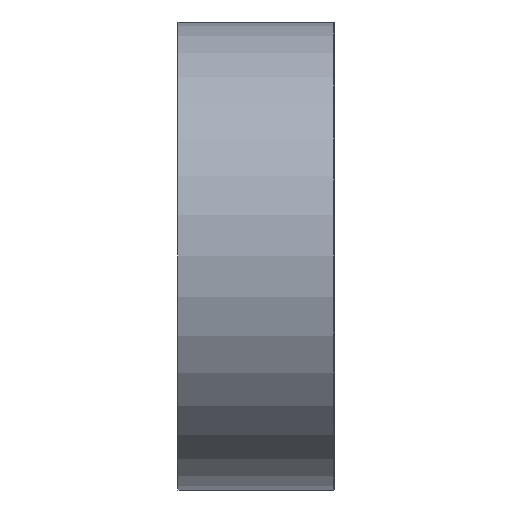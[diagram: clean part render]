
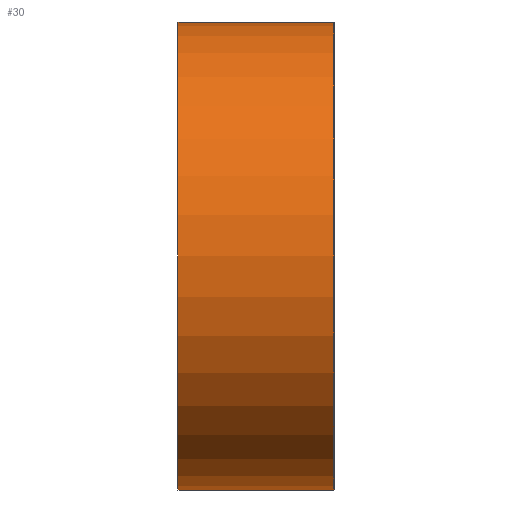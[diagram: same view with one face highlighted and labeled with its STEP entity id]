
A CAD part, left-side view. The second image highlights one B-rep face of the part: STEP entity #30.
In plain terms, the highlighted cylindrical face has radius 3 mm (diameter 6 mm), a partial arc.
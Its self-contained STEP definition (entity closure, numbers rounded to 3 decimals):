
#6 = EDGE_CURVE ( 'NONE', #184, #117, #356, .T. ) ;
#15 = DIRECTION ( 'NONE',  ( 0., -1., 0. ) ) ;
#19 = DIRECTION ( 'NONE',  ( 0., 0., 1. ) ) ;
#30 = ADVANCED_FACE ( 'NONE', ( #44 ), #284, .T. ) ;
#36 = AXIS2_PLACEMENT_3D ( 'NONE', #364, #150, #19 ) ;
#44 = FACE_OUTER_BOUND ( 'NONE', #147, .T. ) ;
#55 = CIRCLE ( 'NONE', #160, 3. ) ;
#58 = LINE ( 'NONE', #177, #385 ) ;
#80 = ORIENTED_EDGE ( 'NONE', *, *, #200, .F. ) ;
#96 = CARTESIAN_POINT ( 'NONE',  ( 0., 0., 3. ) ) ;
#117 = VERTEX_POINT ( 'NONE', #96 ) ;
#121 = ORIENTED_EDGE ( 'NONE', *, *, #195, .F. ) ;
#126 = CARTESIAN_POINT ( 'NONE',  ( 0., 2., -3. ) ) ;
#130 = CARTESIAN_POINT ( 'NONE',  ( 0., 2., 0. ) ) ;
#143 = VERTEX_POINT ( 'NONE', #314 ) ;
#147 = EDGE_LOOP ( 'NONE', ( #169, #121, #80, #230 ) ) ;
#150 = DIRECTION ( 'NONE',  ( 0., 1., 0. ) ) ;
#160 = AXIS2_PLACEMENT_3D ( 'NONE', #324, #182, #210 ) ;
#163 = DIRECTION ( 'NONE',  ( 0., 0., -1. ) ) ;
#167 = LINE ( 'NONE', #292, #332 ) ;
#169 = ORIENTED_EDGE ( 'NONE', *, *, #6, .T. ) ;
#177 = CARTESIAN_POINT ( 'NONE',  ( 0., 2., -3. ) ) ;
#182 = DIRECTION ( 'NONE',  ( 0., 1., 0. ) ) ;
#184 = VERTEX_POINT ( 'NONE', #382 ) ;
#195 = EDGE_CURVE ( 'NONE', #143, #117, #167, .T. ) ;
#200 = EDGE_CURVE ( 'NONE', #370, #143, #55, .T. ) ;
#210 = DIRECTION ( 'NONE',  ( 0., 0., 1. ) ) ;
#230 = ORIENTED_EDGE ( 'NONE', *, *, #360, .T. ) ;
#284 = CYLINDRICAL_SURFACE ( 'NONE', #287, 3. ) ;
#287 = AXIS2_PLACEMENT_3D ( 'NONE', #130, #15, #163 ) ;
#292 = CARTESIAN_POINT ( 'NONE',  ( 0., 2., 3. ) ) ;
#302 = DIRECTION ( 'NONE',  ( 0., -1., 0. ) ) ;
#314 = CARTESIAN_POINT ( 'NONE',  ( 0., 2., 3. ) ) ;
#324 = CARTESIAN_POINT ( 'NONE',  ( 0., 2., 0. ) ) ;
#332 = VECTOR ( 'NONE', #386, 1000. ) ;
#356 = CIRCLE ( 'NONE', #36, 3. ) ;
#360 = EDGE_CURVE ( 'NONE', #370, #184, #58, .T. ) ;
#364 = CARTESIAN_POINT ( 'NONE',  ( 0., 0., 0. ) ) ;
#370 = VERTEX_POINT ( 'NONE', #126 ) ;
#382 = CARTESIAN_POINT ( 'NONE',  ( 0., 0., -3. ) ) ;
#385 = VECTOR ( 'NONE', #302, 1000. ) ;
#386 = DIRECTION ( 'NONE',  ( 0., -1., 0. ) ) ;
